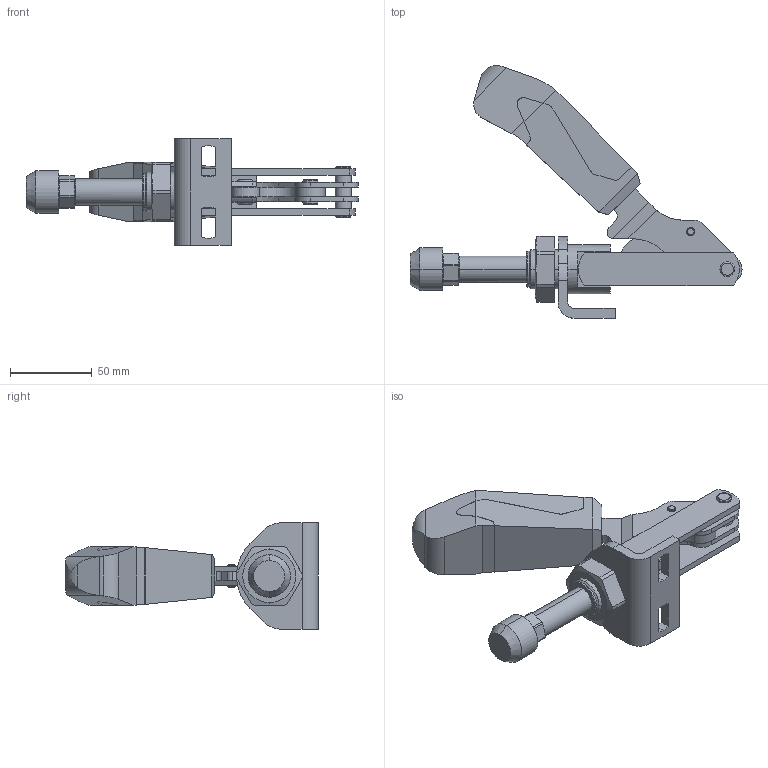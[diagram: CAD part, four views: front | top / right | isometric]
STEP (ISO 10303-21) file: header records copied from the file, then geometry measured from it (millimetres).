
FILE_DESCRIPTION(('STEP AP214'),'1');
FILE_NAME('HALDERN_EH_23330_2006.stp','2019-11-14T12:13:48',('TraceParts'),('TraceParts S.A.'),'Spatial InterOp 3D',' ',' ');
FILE_SCHEMA(('AUTOMOTIVE_DESIGN { 1 0 10303 214 1 1 1 1 }'));
Length unit declared in the file: millimetre
Products named in the file (1): HALDERN_EH_23330_2006_1
Bounding box: 203 x 154.52 x 65 mm (x, y, z)
Volume: 234580.5 mm3; surface area: 72563.9 mm2
Topology: 8 solids, 11 shells, 334 faces, 862 edges, 566 vertices
Faces by surface type: cylinder 155, plane 138, cone 27, bspline 14
Entity records: 13361 total; most frequent: CARTESIAN_POINT 2363, DIRECTION 1748, ORIENTED_EDGE 1724, EDGE_CURVE 862, AXIS2_PLACEMENT_3D 657, VERTEX_POINT 566, LINE 434, VECTOR 434
